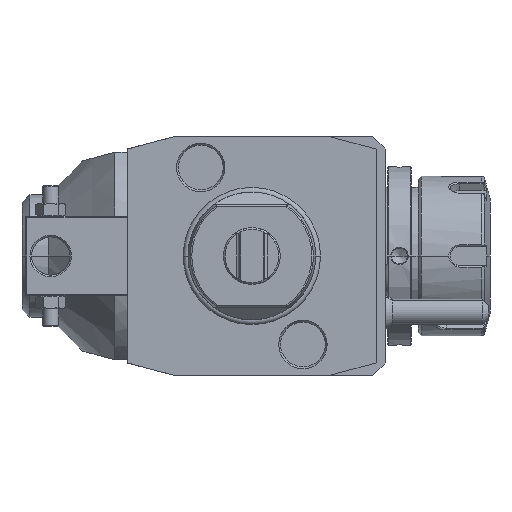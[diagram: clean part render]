
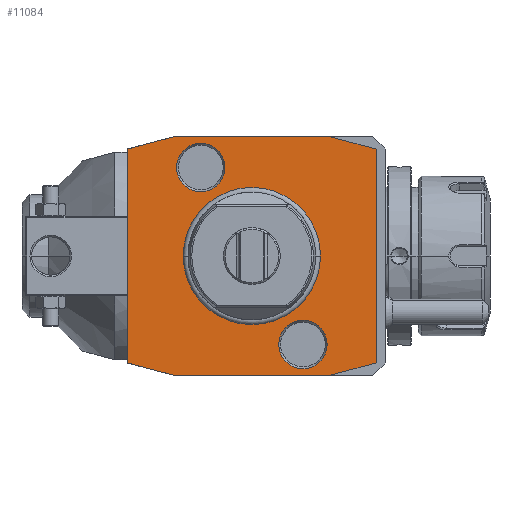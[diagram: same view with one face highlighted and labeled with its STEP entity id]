
A CAD part, front view. The second image highlights one B-rep face of the part: STEP entity #11084.
In plain terms, the highlighted planar face has unit normal (0, -1, 0).
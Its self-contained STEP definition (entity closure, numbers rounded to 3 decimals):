
#137=DIRECTION('',(0.966,0.,-0.259));
#138=VECTOR('',#137,15.529);
#139=CARTESIAN_POINT('',(-39.,0.,-33.481));
#140=LINE('',#139,#138);
#141=DIRECTION('',(0.,0.,-1.));
#142=VECTOR('',#141,66.962);
#143=CARTESIAN_POINT('',(-39.,0.,33.481));
#144=LINE('',#143,#142);
#145=DIRECTION('',(-0.966,0.,-0.259));
#146=VECTOR('',#145,15.529);
#147=CARTESIAN_POINT('',(-24.,0.,37.5));
#148=LINE('',#147,#146);
#149=DIRECTION('',(-1.,0.,0.));
#150=VECTOR('',#149,48.);
#151=CARTESIAN_POINT('',(24.,0.,37.5));
#152=LINE('',#151,#150);
#153=DIRECTION('',(-0.966,0.,0.259));
#154=VECTOR('',#153,15.529);
#155=CARTESIAN_POINT('',(39.,0.,33.481));
#156=LINE('',#155,#154);
#157=DIRECTION('',(0.,0.,1.));
#158=VECTOR('',#157,66.962);
#159=CARTESIAN_POINT('',(39.,0.,-33.481));
#160=LINE('',#159,#158);
#161=DIRECTION('',(0.966,0.,0.259));
#162=VECTOR('',#161,15.529);
#163=CARTESIAN_POINT('',(24.,0.,-37.5));
#164=LINE('',#163,#162);
#165=DIRECTION('',(1.,0.,0.));
#166=VECTOR('',#165,48.);
#167=CARTESIAN_POINT('',(-24.,0.,-37.5));
#168=LINE('',#167,#166);
#169=CARTESIAN_POINT('',(-16.,0.,27.713));
#170=DIRECTION('',(0.,1.,0.));
#171=DIRECTION('',(1.,0.,0.));
#172=AXIS2_PLACEMENT_3D('',#169,#170,#171);
#174=CARTESIAN_POINT('',(-16.,0.,27.713));
#175=DIRECTION('',(0.,1.,0.));
#176=DIRECTION('',(-1.,0.,0.));
#177=AXIS2_PLACEMENT_3D('',#174,#175,#176);
#179=CARTESIAN_POINT('',(16.,0.,-27.713));
#180=DIRECTION('',(0.,1.,0.));
#181=DIRECTION('',(1.,0.,0.));
#182=AXIS2_PLACEMENT_3D('',#179,#180,#181);
#184=CARTESIAN_POINT('',(16.,0.,-27.713));
#185=DIRECTION('',(0.,1.,0.));
#186=DIRECTION('',(-1.,0.,0.));
#187=AXIS2_PLACEMENT_3D('',#184,#185,#186);
#4723=CARTESIAN_POINT('',(0.,0.,0.));
#4724=DIRECTION('',(0.,-1.,0.));
#4725=DIRECTION('',(1.,0.,0.));
#4726=AXIS2_PLACEMENT_3D('',#4723,#4724,#4725);
#4728=CARTESIAN_POINT('',(0.,0.,0.));
#4729=DIRECTION('',(0.,-1.,0.));
#4730=DIRECTION('',(-1.,0.,0.));
#4731=AXIS2_PLACEMENT_3D('',#4728,#4729,#4730);
#9815=CARTESIAN_POINT('',(-8.423,0.,
27.713));
#9816=CARTESIAN_POINT('',(-23.577,0.,
27.713));
#9817=VERTEX_POINT('',#9815);
#9818=VERTEX_POINT('',#9816);
#9947=CARTESIAN_POINT('',(23.577,0.,
-27.713));
#9948=CARTESIAN_POINT('',(8.423,0.,
-27.713));
#9949=VERTEX_POINT('',#9947);
#9950=VERTEX_POINT('',#9948);
#10716=CARTESIAN_POINT('',(-39.,0.,-33.481));
#10717=CARTESIAN_POINT('',(-24.,0.,-37.5));
#10718=VERTEX_POINT('',#10716);
#10719=VERTEX_POINT('',#10717);
#10720=CARTESIAN_POINT('',(24.,0.,-37.5));
#10721=VERTEX_POINT('',#10720);
#10722=CARTESIAN_POINT('',(39.,0.,-33.481));
#10723=VERTEX_POINT('',#10722);
#10724=CARTESIAN_POINT('',(39.,0.,33.481));
#10725=VERTEX_POINT('',#10724);
#10726=CARTESIAN_POINT('',(24.,0.,37.5));
#10727=VERTEX_POINT('',#10726);
#10728=CARTESIAN_POINT('',(-24.,0.,37.5));
#10729=VERTEX_POINT('',#10728);
#10730=CARTESIAN_POINT('',(-39.,0.,33.481));
#10731=VERTEX_POINT('',#10730);
#10767=CARTESIAN_POINT('',(21.137,0.,0.));
#10768=CARTESIAN_POINT('',(-21.137,0.,0.));
#10769=VERTEX_POINT('',#10767);
#10770=VERTEX_POINT('',#10768);
#11045=CARTESIAN_POINT('',(0.,0.,0.));
#11046=DIRECTION('',(0.,-1.,0.));
#11047=DIRECTION('',(-1.,0.,0.));
#11048=AXIS2_PLACEMENT_3D('',#11045,#11046,#11047);
#11049=PLANE('',#11048);
#11050=ORIENTED_EDGE('',*,*,#11032,.F.);
#11051=ORIENTED_EDGE('',*,*,#10981,.F.);
#11053=ORIENTED_EDGE('',*,*,#11052,.F.);
#11055=ORIENTED_EDGE('',*,*,#11054,.F.);
#11057=ORIENTED_EDGE('',*,*,#11056,.F.);
#11059=ORIENTED_EDGE('',*,*,#11058,.F.);
#11061=ORIENTED_EDGE('',*,*,#11060,.F.);
#11063=ORIENTED_EDGE('',*,*,#11062,.F.);
#11064=EDGE_LOOP('',(#11050,#11051,#11053,#11055,#11057,#11059,#11061,#11063));
#11065=FACE_OUTER_BOUND('',#11064,.F.);
#11067=ORIENTED_EDGE('',*,*,#11066,.T.);
#11069=ORIENTED_EDGE('',*,*,#11068,.T.);
#11070=EDGE_LOOP('',(#11067,#11069));
#11071=FACE_BOUND('',#11070,.F.);
#11073=ORIENTED_EDGE('',*,*,#11072,.F.);
#11075=ORIENTED_EDGE('',*,*,#11074,.F.);
#11076=EDGE_LOOP('',(#11073,#11075));
#11077=FACE_BOUND('',#11076,.F.);
#11079=ORIENTED_EDGE('',*,*,#11078,.F.);
#11081=ORIENTED_EDGE('',*,*,#11080,.F.);
#11082=EDGE_LOOP('',(#11079,#11081));
#11083=FACE_BOUND('',#11082,.F.);
#173=CIRCLE('',#172,7.577);
#178=CIRCLE('',#177,7.577);
#183=CIRCLE('',#182,7.577);
#188=CIRCLE('',#187,7.577);
#4727=CIRCLE('',#4726,21.137);
#4732=CIRCLE('',#4731,21.137);
#10981=EDGE_CURVE('',#10731,#10718,#144,.T.);
#11032=EDGE_CURVE('',#10718,#10719,#140,.T.);
#11052=EDGE_CURVE('',#10729,#10731,#148,.T.);
#11054=EDGE_CURVE('',#10727,#10729,#152,.T.);
#11056=EDGE_CURVE('',#10725,#10727,#156,.T.);
#11058=EDGE_CURVE('',#10723,#10725,#160,.T.);
#11060=EDGE_CURVE('',#10721,#10723,#164,.T.);
#11062=EDGE_CURVE('',#10719,#10721,#168,.T.);
#11066=EDGE_CURVE('',#10769,#10770,#4727,.T.);
#11068=EDGE_CURVE('',#10770,#10769,#4732,.T.);
#11072=EDGE_CURVE('',#9817,#9818,#173,.T.);
#11074=EDGE_CURVE('',#9818,#9817,#178,.T.);
#11078=EDGE_CURVE('',#9949,#9950,#183,.T.);
#11080=EDGE_CURVE('',#9950,#9949,#188,.T.);
#11084=ADVANCED_FACE('',(#11065,#11071,#11077,#11083),#11049,.T.);
